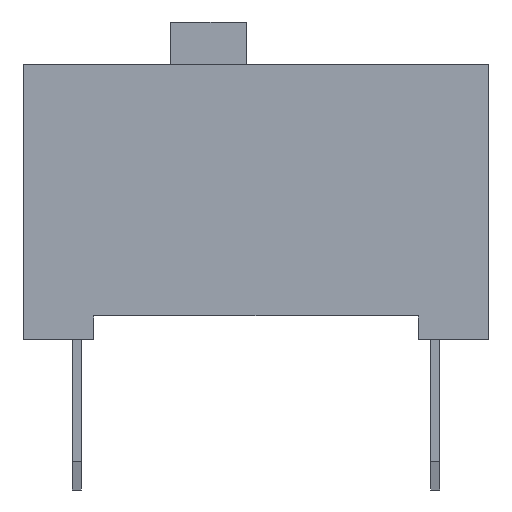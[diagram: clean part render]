
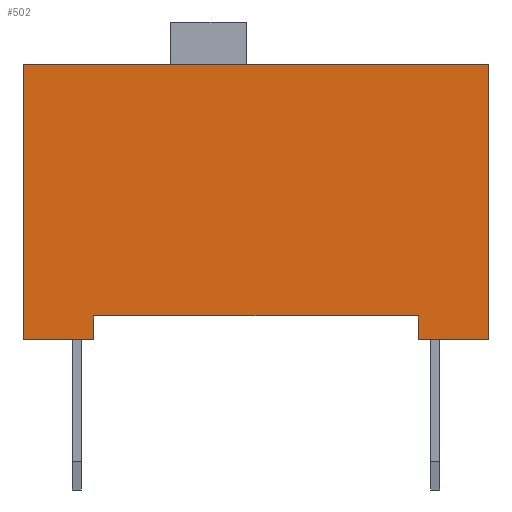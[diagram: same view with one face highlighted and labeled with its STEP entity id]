
A CAD part, left-side view. The second image highlights one B-rep face of the part: STEP entity #502.
In plain terms, the highlighted planar face has unit normal (-1, 0, 0).
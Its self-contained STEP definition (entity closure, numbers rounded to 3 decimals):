
#159 = VERTEX_POINT('',#160);
#160 = CARTESIAN_POINT('',(-2.4,0.36,0.5));
#166 = EDGE_CURVE('',#167,#159,#169,.T.);
#167 = VERTEX_POINT('',#168);
#168 = CARTESIAN_POINT('',(-2.4,7.26,0.5));
#169 = LINE('',#170,#171);
#170 = CARTESIAN_POINT('',(-2.4,6.285,0.5));
#171 = VECTOR('',#172,1.);
#172 = DIRECTION('',(0.,-1.,0.));
#273 = VERTEX_POINT('',#274);
#274 = CARTESIAN_POINT('',(-2.4,-1.14,0.));
#282 = EDGE_CURVE('',#273,#283,#285,.T.);
#283 = VERTEX_POINT('',#284);
#284 = CARTESIAN_POINT('',(-2.4,-1.14,5.85));
#285 = LINE('',#286,#287);
#286 = CARTESIAN_POINT('',(-2.4,-1.14,0.));
#287 = VECTOR('',#288,1.);
#288 = DIRECTION('',(0.,0.,1.));
#419 = VERTEX_POINT('',#420);
#420 = CARTESIAN_POINT('',(-2.4,8.76,5.85));
#426 = EDGE_CURVE('',#427,#419,#429,.T.);
#427 = VERTEX_POINT('',#428);
#428 = CARTESIAN_POINT('',(-2.4,8.76,0.));
#429 = LINE('',#430,#431);
#430 = CARTESIAN_POINT('',(-2.4,8.76,0.));
#431 = VECTOR('',#432,1.);
#432 = DIRECTION('',(0.,0.,1.));
#483 = VERTEX_POINT('',#484);
#484 = CARTESIAN_POINT('',(-2.4,7.26,0.));
#492 = EDGE_CURVE('',#167,#483,#493,.T.);
#493 = LINE('',#494,#495);
#494 = CARTESIAN_POINT('',(-2.4,7.26,0.));
#495 = VECTOR('',#496,1.);
#496 = DIRECTION('',(0.,0.,-1.));
#502 = ADVANCED_FACE('',(#503),#535,.F.);
#503 = FACE_BOUND('',#504,.F.);
#504 = EDGE_LOOP('',(#505,#511,#512,#518,#519,#527,#533,#534));
#505 = ORIENTED_EDGE('',*,*,#506,.F.);
#506 = EDGE_CURVE('',#427,#483,#507,.T.);
#507 = LINE('',#508,#509);
#508 = CARTESIAN_POINT('',(-2.4,8.76,0.));
#509 = VECTOR('',#510,1.);
#510 = DIRECTION('',(0.,-1.,0.));
#511 = ORIENTED_EDGE('',*,*,#426,.T.);
#512 = ORIENTED_EDGE('',*,*,#513,.T.);
#513 = EDGE_CURVE('',#419,#283,#514,.T.);
#514 = LINE('',#515,#516);
#515 = CARTESIAN_POINT('',(-2.4,8.76,5.85));
#516 = VECTOR('',#517,1.);
#517 = DIRECTION('',(0.,-1.,0.));
#518 = ORIENTED_EDGE('',*,*,#282,.F.);
#519 = ORIENTED_EDGE('',*,*,#520,.F.);
#520 = EDGE_CURVE('',#521,#273,#523,.T.);
#521 = VERTEX_POINT('',#522);
#522 = CARTESIAN_POINT('',(-2.4,0.36,0.));
#523 = LINE('',#524,#525);
#524 = CARTESIAN_POINT('',(-2.4,8.76,0.));
#525 = VECTOR('',#526,1.);
#526 = DIRECTION('',(0.,-1.,0.));
#527 = ORIENTED_EDGE('',*,*,#528,.T.);
#528 = EDGE_CURVE('',#521,#159,#529,.T.);
#529 = LINE('',#530,#531);
#530 = CARTESIAN_POINT('',(-2.4,0.36,0.));
#531 = VECTOR('',#532,1.);
#532 = DIRECTION('',(0.,0.,1.));
#533 = ORIENTED_EDGE('',*,*,#166,.F.);
#534 = ORIENTED_EDGE('',*,*,#492,.T.);
#535 = PLANE('',#536);
#536 = AXIS2_PLACEMENT_3D('',#537,#538,#539);
#537 = CARTESIAN_POINT('',(-2.4,8.76,0.));
#538 = DIRECTION('',(1.,0.,0.));
#539 = DIRECTION('',(0.,-1.,0.));
